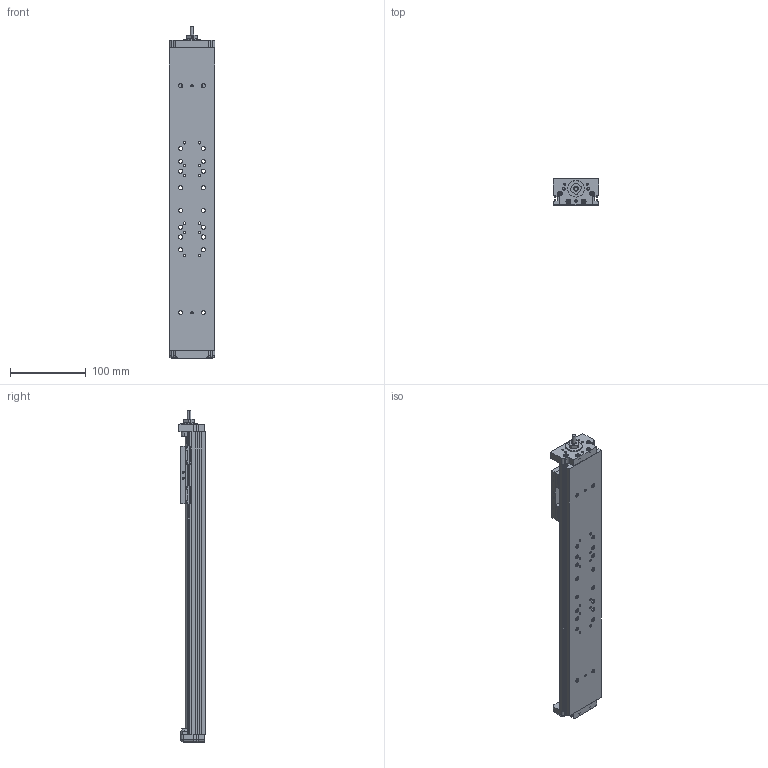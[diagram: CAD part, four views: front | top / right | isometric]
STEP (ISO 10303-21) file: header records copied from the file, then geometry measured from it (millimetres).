
FILE_DESCRIPTION (( 'STEP AP203' ), '1' );
FILE_NAME ('LAHP-33TM310LP25.step', '2020-12-09T22:02:43', ( '' ), ( '' ), 'SwSTEP 2.0', 'SolidWorks 2019', '' );
FILE_SCHEMA (( 'CONFIG_CONTROL_DESIGN' ));
Length unit declared in the file: inch
Products named in the file (3): LAHP-33TM310LP25_CARRIAGE; LAHP-33TM310LP25_BASE; LAHP-33TM310LP25
Assembly tree (2 placements, depth 2):
  LAHP-33TM310LP25
    LAHP-33TM310LP25_BASE
    LAHP-33TM310LP25_CARRIAGE
Bounding box: 60 x 34.59 x 439.06 mm (x, y, z)
Volume: 408690.7 mm3; surface area: 150175.6 mm2
Topology: 2 solids, 135 shells, 3371 faces, 8043 edges, 4901 vertices
Faces by surface type: plane 1552, cylinder 1057, cone 615, bspline 147
Entity records: 102666 total; most frequent: CARTESIAN_POINT 24036, DIRECTION 17242, ORIENTED_EDGE 15466, EDGE_CURVE 7733, AXIS2_PLACEMENT_3D 6511, VERTEX_POINT 4901, VECTOR 4220, LINE 4220
